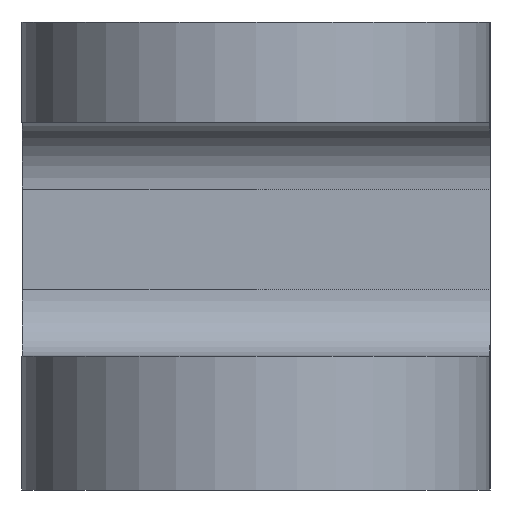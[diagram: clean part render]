
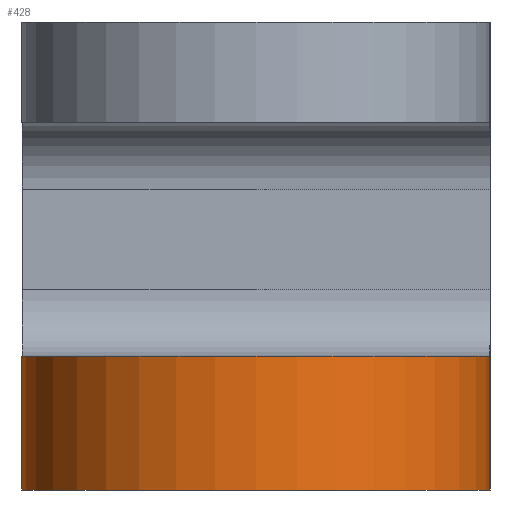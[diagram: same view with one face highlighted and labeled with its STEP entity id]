
A CAD part, left-side view. The second image highlights one B-rep face of the part: STEP entity #428.
In plain terms, the highlighted cylindrical face has radius 7 mm (diameter 14 mm), a partial arc.
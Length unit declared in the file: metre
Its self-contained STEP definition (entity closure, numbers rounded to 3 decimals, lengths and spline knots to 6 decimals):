
#16=CYLINDRICAL_SURFACE('',#486,0.007);
#35=LINE('',#671,#67);
#43=LINE('',#697,#75);
#67=VECTOR('',#532,1.);
#75=VECTOR('',#554,1.);
#161=ORIENTED_EDGE('',*,*,#214,.T.);
#162=ORIENTED_EDGE('',*,*,#221,.F.);
#163=ORIENTED_EDGE('',*,*,#255,.F.);
#164=ORIENTED_EDGE('',*,*,#235,.T.);
#214=EDGE_CURVE('',#270,#272,#308,.T.);
#221=EDGE_CURVE('',#279,#272,#35,.T.);
#235=EDGE_CURVE('',#291,#270,#43,.T.);
#255=EDGE_CURVE('',#291,#279,#327,.T.);
#270=VERTEX_POINT('',#651);
#272=VERTEX_POINT('',#655);
#279=VERTEX_POINT('',#670);
#291=VERTEX_POINT('',#698);
#308=CIRCLE('',#458,0.007);
#327=CIRCLE('',#487,0.007);
#352=EDGE_LOOP('',(#161,#162,#163,#164));
#390=FACE_BOUND('',#352,.T.);
#428=ADVANCED_FACE('',(#390),#16,.T.);
#458=AXIS2_PLACEMENT_3D('',#656,#520,#521);
#486=AXIS2_PLACEMENT_3D('',#736,#598,#599);
#487=AXIS2_PLACEMENT_3D('',#737,#600,#601);
#520=DIRECTION('',(0.,0.,-1.));
#521=DIRECTION('',(-1.,0.,0.));
#532=DIRECTION('',(0.,0.,1.));
#554=DIRECTION('',(0.,0.,1.));
#598=DIRECTION('',(0.,0.,1.));
#599=DIRECTION('',(1.,0.,0.));
#600=DIRECTION('',(0.,0.,-1.));
#601=DIRECTION('',(-1.,0.,0.));
#651=CARTESIAN_POINT('',(-0.051,0.285,0.0165));
#655=CARTESIAN_POINT('',(-0.051,0.299,0.0165));
#656=CARTESIAN_POINT('',(-0.051,0.292,0.0165));
#670=CARTESIAN_POINT('',(-0.051,0.299,0.0125));
#671=CARTESIAN_POINT('',(-0.051,0.299,0.0125));
#697=CARTESIAN_POINT('',(-0.051,0.285,0.0125));
#698=CARTESIAN_POINT('',(-0.051,0.285,0.0125));
#736=CARTESIAN_POINT('',(-0.051,0.292,0.0125));
#737=CARTESIAN_POINT('',(-0.051,0.292,0.0125));
